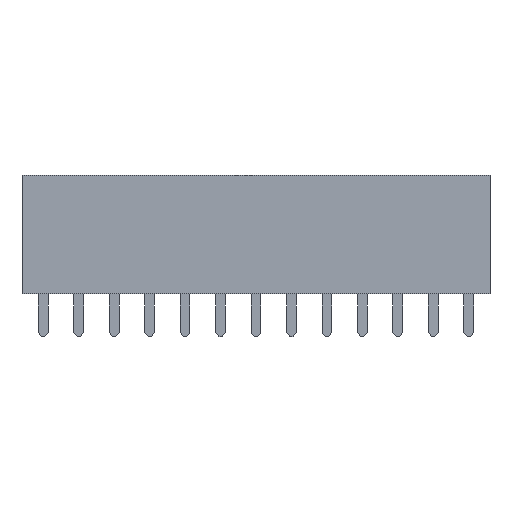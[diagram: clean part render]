
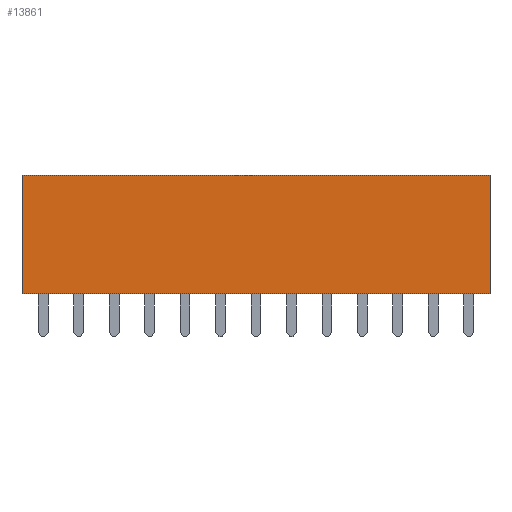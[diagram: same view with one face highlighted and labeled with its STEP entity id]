
A CAD part, front view. The second image highlights one B-rep face of the part: STEP entity #13861.
In plain terms, the highlighted planar face has unit normal (0, -1, 0).
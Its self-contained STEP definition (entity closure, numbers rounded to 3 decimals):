
#2034=ORIENTED_EDGE('',*,*,#4292,.T.);
#2035=ORIENTED_EDGE('',*,*,#4293,.T.);
#2036=ORIENTED_EDGE('',*,*,#4280,.T.);
#2037=ORIENTED_EDGE('',*,*,#4291,.T.);
#4280=EDGE_CURVE('',#5412,#5411,#6543,.T.);
#4291=EDGE_CURVE('',#5411,#5420,#6554,.T.);
#4292=EDGE_CURVE('',#5420,#5421,#6555,.T.);
#4293=EDGE_CURVE('',#5421,#5412,#6556,.T.);
#5411=VERTEX_POINT('',#19845);
#5412=VERTEX_POINT('',#19847);
#5420=VERTEX_POINT('',#19867);
#5421=VERTEX_POINT('',#19871);
#6543=LINE('',#19846,#7880);
#6554=LINE('',#19868,#7891);
#6555=LINE('',#19870,#7892);
#6556=LINE('',#19872,#7893);
#7880=VECTOR('',#16523,1000.);
#7891=VECTOR('',#16538,1000.);
#7892=VECTOR('',#16541,1000.);
#7893=VECTOR('',#16542,1000.);
#8429=EDGE_LOOP('',(#2034,#2035,#2036,#2037));
#8998=FACE_BOUND('',#8429,.T.);
#9567=PLANE('',#14463);
#13861=ADVANCED_FACE('',(#8998),#9567,.T.);
#14463=AXIS2_PLACEMENT_3D('',#19869,#16539,#16540);
#16523=DIRECTION('',(1.,0.,0.));
#16538=DIRECTION('',(0.,0.,1.));
#16539=DIRECTION('',(0.,-1.,0.));
#16540=DIRECTION('',(0.,0.,-1.));
#16541=DIRECTION('',(-1.,0.,0.));
#16542=DIRECTION('',(0.,0.,-1.));
#19845=CARTESIAN_POINT('',(16.76,-1.25,-4.25));
#19846=CARTESIAN_POINT('',(-16.76,-1.25,-4.25));
#19847=CARTESIAN_POINT('',(-16.76,-1.25,-4.25));
#19867=CARTESIAN_POINT('',(16.76,-1.25,4.25));
#19868=CARTESIAN_POINT('',(16.76,-1.25,-4.25));
#19869=CARTESIAN_POINT('',(0.,-1.25,0.));
#19870=CARTESIAN_POINT('',(16.76,-1.25,4.25));
#19871=CARTESIAN_POINT('',(-16.76,-1.25,4.25));
#19872=CARTESIAN_POINT('',(-16.76,-1.25,4.25));
